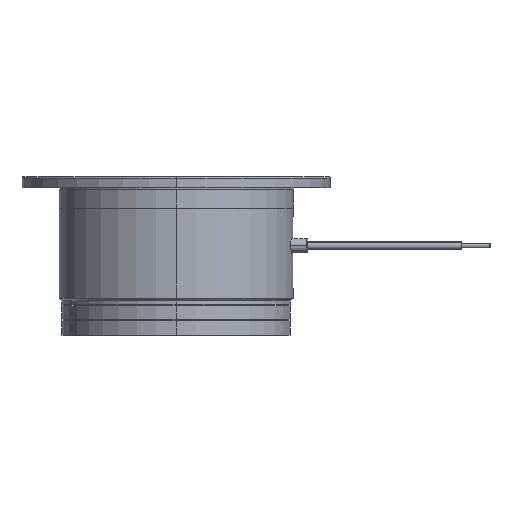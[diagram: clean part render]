
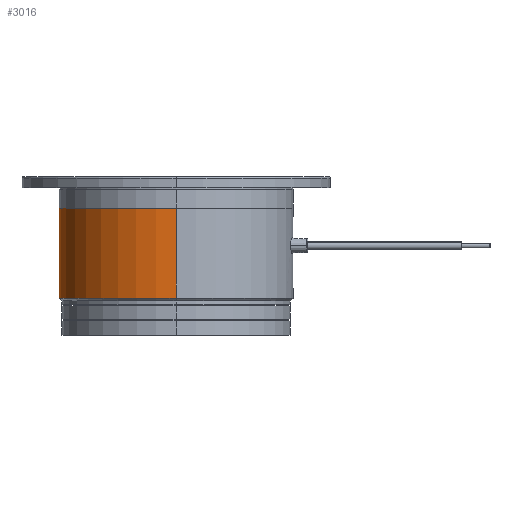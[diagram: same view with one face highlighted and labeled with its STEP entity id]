
A CAD part, left-side view. The second image highlights one B-rep face of the part: STEP entity #3016.
In plain terms, the highlighted cylindrical face has radius 20.5 mm (diameter 41 mm), a partial arc.
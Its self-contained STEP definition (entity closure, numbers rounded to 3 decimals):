
#348 = VERTEX_POINT ( 'NONE', #4285 ) ;
#364 = CYLINDRICAL_SURFACE ( 'NONE', #2328, 20.5 ) ;
#925 = EDGE_CURVE ( 'NONE', #348, #6750, #9957, .T. ) ;
#1029 = VECTOR ( 'NONE', #1445, 1000. ) ;
#1153 = FACE_OUTER_BOUND ( 'NONE', #6995, .T. ) ;
#1383 = DIRECTION ( 'NONE',  ( 1., 0., 0. ) ) ;
#1397 = ORIENTED_EDGE ( 'NONE', *, *, #925, .T. ) ;
#1445 = DIRECTION ( 'NONE',  ( 0., 0., 1. ) ) ;
#1939 = CARTESIAN_POINT ( 'NONE',  ( 20.5, 0., -5.6 ) ) ;
#2258 = CARTESIAN_POINT ( 'NONE',  ( 20.5, 0., -4.017 ) ) ;
#2328 = AXIS2_PLACEMENT_3D ( 'NONE', #4541, #10261, #7757 ) ;
#2702 = VERTEX_POINT ( 'NONE', #1939 ) ;
#3016 = ADVANCED_FACE ( 'NONE', ( #1153 ), #364, .T. ) ;
#3748 = EDGE_CURVE ( 'NONE', #348, #2702, #7833, .T. ) ;
#4285 = CARTESIAN_POINT ( 'NONE',  ( 20.5, 0., -21.3 ) ) ;
#4439 = VERTEX_POINT ( 'NONE', #7116 ) ;
#4447 = DIRECTION ( 'NONE',  ( 0., 0., 1. ) ) ;
#4541 = CARTESIAN_POINT ( 'NONE',  ( 0., 0., -4.017 ) ) ;
#4753 = DIRECTION ( 'NONE',  ( 1., 0., 0. ) ) ;
#5130 = DIRECTION ( 'NONE',  ( 0., 0., 1. ) ) ;
#5151 = AXIS2_PLACEMENT_3D ( 'NONE', #5651, #10350, #4753 ) ;
#5412 = ORIENTED_EDGE ( 'NONE', *, *, #3748, .F. ) ;
#5425 = CARTESIAN_POINT ( 'NONE',  ( 0., 0., -21.3 ) ) ;
#5506 = VECTOR ( 'NONE', #5130, 1000. ) ;
#5651 = CARTESIAN_POINT ( 'NONE',  ( 0., 0., -5.6 ) ) ;
#6611 = LINE ( 'NONE', #9043, #5506 ) ;
#6750 = VERTEX_POINT ( 'NONE', #7982 ) ;
#6868 = ORIENTED_EDGE ( 'NONE', *, *, #9931, .F. ) ;
#6995 = EDGE_LOOP ( 'NONE', ( #1397, #9883, #6868, #5412 ) ) ;
#7116 = CARTESIAN_POINT ( 'NONE',  ( -20.5, 0., -5.6 ) ) ;
#7757 = DIRECTION ( 'NONE',  ( 1., 0., 0. ) ) ;
#7833 = LINE ( 'NONE', #2258, #1029 ) ;
#7982 = CARTESIAN_POINT ( 'NONE',  ( -20.5, 0., -21.3 ) ) ;
#8288 = AXIS2_PLACEMENT_3D ( 'NONE', #5425, #4447, #1383 ) ;
#8331 = CIRCLE ( 'NONE', #5151, 20.5 ) ;
#9043 = CARTESIAN_POINT ( 'NONE',  ( -20.5, 0., -4.017 ) ) ;
#9883 = ORIENTED_EDGE ( 'NONE', *, *, #9964, .T. ) ;
#9931 = EDGE_CURVE ( 'NONE', #2702, #4439, #8331, .T. ) ;
#9957 = CIRCLE ( 'NONE', #8288, 20.5 ) ;
#9964 = EDGE_CURVE ( 'NONE', #6750, #4439, #6611, .T. ) ;
#10261 = DIRECTION ( 'NONE',  ( 0., 0., 1. ) ) ;
#10350 = DIRECTION ( 'NONE',  ( 0., 0., 1. ) ) ;
